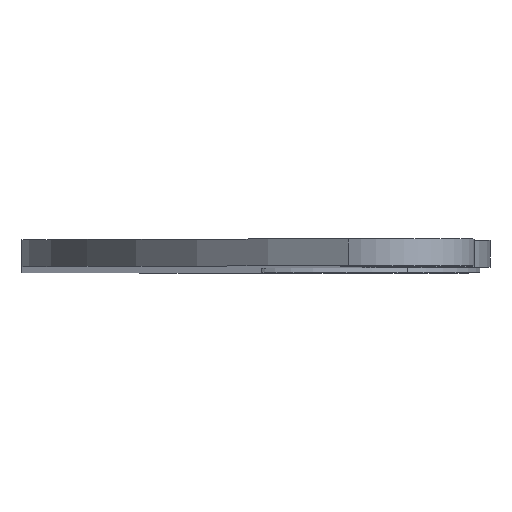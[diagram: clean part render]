
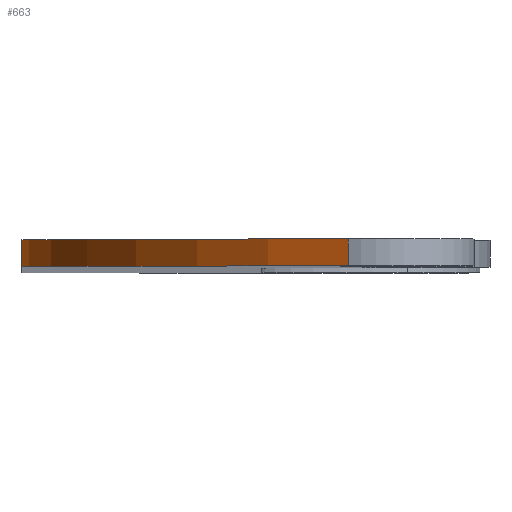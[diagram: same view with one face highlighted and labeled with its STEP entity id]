
A CAD part, top view. The second image highlights one B-rep face of the part: STEP entity #663.
In plain terms, the highlighted cylindrical face has radius 38.411 mm (diameter 76.823 mm), a partial arc.
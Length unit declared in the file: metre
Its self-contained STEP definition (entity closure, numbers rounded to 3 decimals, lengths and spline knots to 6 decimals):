
#7 = CARTESIAN_POINT ( 'NONE',  ( -0.023094, 0.0017, -0.029186 ) ) ;
#11 = CARTESIAN_POINT ( 'NONE',  ( -0.002533, 0.0017, 0.004826 ) ) ;
#19 = VERTEX_POINT ( 'NONE', #11 ) ;
#32 = CARTESIAN_POINT ( 'NONE',  ( -0.002533, 0., 0.004826 ) ) ;
#41 = DIRECTION ( 'NONE',  ( 0., 1., 0. ) ) ;
#71 = DIRECTION ( 'NONE',  ( 0., 1., 0. ) ) ;
#72 = VERTEX_POINT ( 'NONE', #7 ) ;
#77 = ORIENTED_EDGE ( 'NONE', *, *, #79, .F. ) ;
#79 = EDGE_CURVE ( 'NONE', #72, #19, #728, .T. ) ;
#97 = CARTESIAN_POINT ( 'NONE',  ( -0.023094, 0., -0.029186 ) ) ;
#112 = CARTESIAN_POINT ( 'NONE',  ( -0.023094, 0., -0.029186 ) ) ;
#124 = CARTESIAN_POINT ( 'NONE',  ( 0.015318, 0., -0.029186 ) ) ;
#139 = AXIS2_PLACEMENT_3D ( 'NONE', #183, #737, #192 ) ;
#155 = LINE ( 'NONE', #97, #341 ) ;
#170 = LINE ( 'NONE', #343, #719 ) ;
#175 = EDGE_LOOP ( 'NONE', ( #390, #526, #77, #332 ) ) ;
#183 = CARTESIAN_POINT ( 'NONE',  ( 0.015318, 0.0017, -0.029186 ) ) ;
#188 = CARTESIAN_POINT ( 'NONE',  ( 0.015318, 0., -0.029186 ) ) ;
#192 = DIRECTION ( 'NONE',  ( -1., 0., 0. ) ) ;
#216 = DIRECTION ( 'NONE',  ( 0., 1., 0. ) ) ;
#241 = FACE_OUTER_BOUND ( 'NONE', #175, .T. ) ;
#256 = AXIS2_PLACEMENT_3D ( 'NONE', #124, #675, #362 ) ;
#272 = EDGE_CURVE ( 'NONE', #648, #19, #170, .T. ) ;
#323 = VERTEX_POINT ( 'NONE', #112 ) ;
#332 = ORIENTED_EDGE ( 'NONE', *, *, #577, .F. ) ;
#341 = VECTOR ( 'NONE', #216, 1. ) ;
#343 = CARTESIAN_POINT ( 'NONE',  ( -0.002533, 0., 0.004826 ) ) ;
#344 = EDGE_CURVE ( 'NONE', #323, #648, #636, .T. ) ;
#362 = DIRECTION ( 'NONE',  ( -1., 0., 0. ) ) ;
#370 = DIRECTION ( 'NONE',  ( -1., 0., 0. ) ) ;
#390 = ORIENTED_EDGE ( 'NONE', *, *, #344, .T. ) ;
#428 = AXIS2_PLACEMENT_3D ( 'NONE', #188, #71, #370 ) ;
#526 = ORIENTED_EDGE ( 'NONE', *, *, #272, .T. ) ;
#577 = EDGE_CURVE ( 'NONE', #323, #72, #155, .T. ) ;
#601 = CYLINDRICAL_SURFACE ( 'NONE', #256, 0.038411 ) ;
#636 = CIRCLE ( 'NONE', #428, 0.038411 ) ;
#648 = VERTEX_POINT ( 'NONE', #32 ) ;
#663 = ADVANCED_FACE ( 'NONE', ( #241 ), #601, .T. ) ;
#675 = DIRECTION ( 'NONE',  ( 0., 1., 0. ) ) ;
#719 = VECTOR ( 'NONE', #41, 1. ) ;
#728 = CIRCLE ( 'NONE', #139, 0.038411 ) ;
#737 = DIRECTION ( 'NONE',  ( 0., 1., 0. ) ) ;
